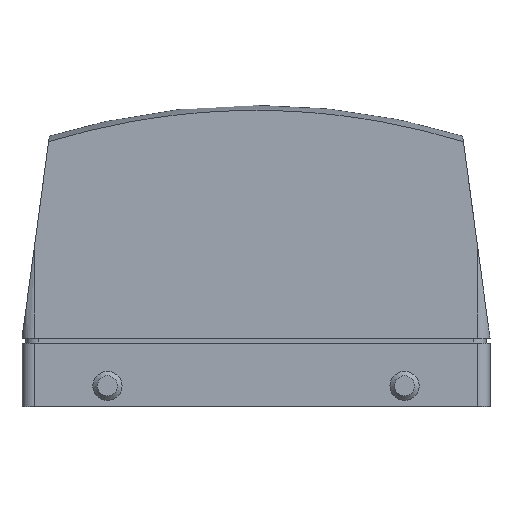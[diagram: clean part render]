
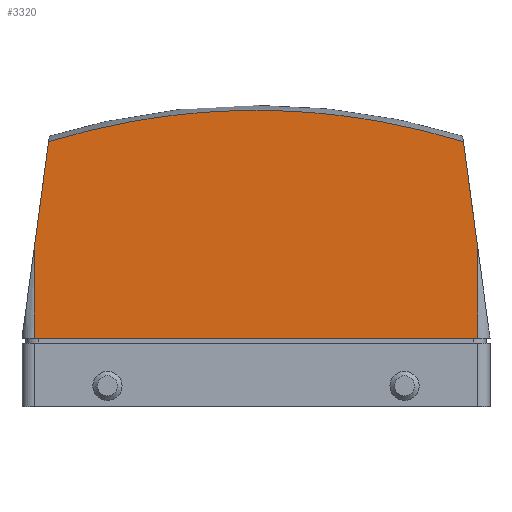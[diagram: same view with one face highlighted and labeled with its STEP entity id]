
A CAD part, top view. The second image highlights one B-rep face of the part: STEP entity #3320.
In plain terms, the highlighted planar face has unit normal (0, 0, 1).
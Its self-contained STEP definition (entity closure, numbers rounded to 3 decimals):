
#124 = CARTESIAN_POINT ( 'NONE',  ( 120.5, 17.55, 43.5 ) ) ;
#125 = DIRECTION ( 'NONE',  ( 0.134, -0.991, 0. ) ) ;
#156 = CARTESIAN_POINT ( 'NONE',  ( 3.2, 65.55, 43.5 ) ) ;
#157 = DIRECTION ( 'NONE',  ( 0., -1., 0. ) ) ;
#158 = CARTESIAN_POINT ( 'NONE',  ( 60.25, -104.492, 43.5 ) ) ;
#159 = DIRECTION ( 'NONE',  ( 0., 0., -1. ) ) ;
#160 = DIRECTION ( 'NONE',  ( 1., 0., 0. ) ) ;
#161 = CARTESIAN_POINT ( 'NONE',  ( 0., 17.55, 43.5 ) ) ;
#162 = DIRECTION ( 'NONE',  ( 0.134, 0.991, 0. ) ) ;
#163 = CARTESIAN_POINT ( 'NONE',  ( 117.3, 65.55, 43.5 ) ) ;
#164 = DIRECTION ( 'NONE',  ( 0., -1., 0. ) ) ;
#165 = CARTESIAN_POINT ( 'NONE',  ( 3.2, 17.55, 43.5 ) ) ;
#166 = DIRECTION ( 'NONE',  ( 1., 0., 0. ) ) ;
#318 = PLANE ( 'NONE',  #2783 ) ;
#319 = CARTESIAN_POINT ( 'NONE',  ( 3.2, 65.55, 43.5 ) ) ;
#320 = DIRECTION ( 'NONE',  ( 0., 0., -1. ) ) ;
#321 = DIRECTION ( 'NONE',  ( -1., 0., 0. ) ) ;
#835 = VECTOR ( 'NONE', #125, 1000. ) ;
#1093 = CARTESIAN_POINT ( 'NONE',  ( 117.3, 41.187, 43.5 ) ) ;
#1121 = CARTESIAN_POINT ( 'NONE',  ( 6.847, 68.127, 43.5 ) ) ;
#1124 = CARTESIAN_POINT ( 'NONE',  ( 113.653, 68.127, 43.5 ) ) ;
#1126 = CARTESIAN_POINT ( 'NONE',  ( 3.2, 17.55, 43.5 ) ) ;
#1132 = CARTESIAN_POINT ( 'NONE',  ( 117.3, 17.55, 43.5 ) ) ;
#1347 = CARTESIAN_POINT ( 'NONE',  ( 3.2, 41.187, 43.5 ) ) ;
#1870 = VERTEX_POINT ( 'NONE', #1121 ) ;
#1871 = VERTEX_POINT ( 'NONE', #1093 ) ;
#1888 = VERTEX_POINT ( 'NONE', #1347 ) ;
#1891 = VERTEX_POINT ( 'NONE', #1124 ) ;
#1893 = VERTEX_POINT ( 'NONE', #1126 ) ;
#1902 = VERTEX_POINT ( 'NONE', #1132 ) ;
#2201 = ORIENTED_EDGE ( 'NONE', *, *, #3274, .F. ) ;
#2206 = ORIENTED_EDGE ( 'NONE', *, *, #3276, .F. ) ;
#2207 = ORIENTED_EDGE ( 'NONE', *, *, #3261, .F. ) ;
#2208 = ORIENTED_EDGE ( 'NONE', *, *, #3277, .T. ) ;
#2209 = ORIENTED_EDGE ( 'NONE', *, *, #3275, .F. ) ;
#2210 = ORIENTED_EDGE ( 'NONE', *, *, #3273, .T. ) ;
#2242 = EDGE_LOOP ( 'NONE', ( #2201, #2209, #2210, #2208, #2206, #2207 ) ) ;
#2607 = LINE ( 'NONE', #124, #835 ) ;
#2614 = LINE ( 'NONE', #156, #2739 ) ;
#2615 = LINE ( 'NONE', #161, #2741 ) ;
#2616 = LINE ( 'NONE', #163, #2742 ) ;
#2617 = LINE ( 'NONE', #165, #2744 ) ;
#2683 = FACE_OUTER_BOUND ( 'NONE', #2242, .T. ) ;
#2738 = CIRCLE ( 'NONE', #2740, 180.691 ) ;
#2739 = VECTOR ( 'NONE', #157, 1000. ) ;
#2740 = AXIS2_PLACEMENT_3D ( 'NONE', #158, #159, #160 ) ;
#2741 = VECTOR ( 'NONE', #162, 1000. ) ;
#2742 = VECTOR ( 'NONE', #164, 1000. ) ;
#2744 = VECTOR ( 'NONE', #166, 1000. ) ;
#2783 = AXIS2_PLACEMENT_3D ( 'NONE', #319, #320, #321 ) ;
#3261 = EDGE_CURVE ( 'NONE', #1891, #1871, #2607, .T. ) ;
#3273 = EDGE_CURVE ( 'NONE', #1888, #1893, #2614, .T. ) ;
#3274 = EDGE_CURVE ( 'NONE', #1870, #1891, #2738, .T. ) ;
#3275 = EDGE_CURVE ( 'NONE', #1888, #1870, #2615, .T. ) ;
#3276 = EDGE_CURVE ( 'NONE', #1871, #1902, #2616, .T. ) ;
#3277 = EDGE_CURVE ( 'NONE', #1893, #1902, #2617, .T. ) ;
#3320 = ADVANCED_FACE ( 'NONE', ( #2683 ), #318, .F. ) ;
